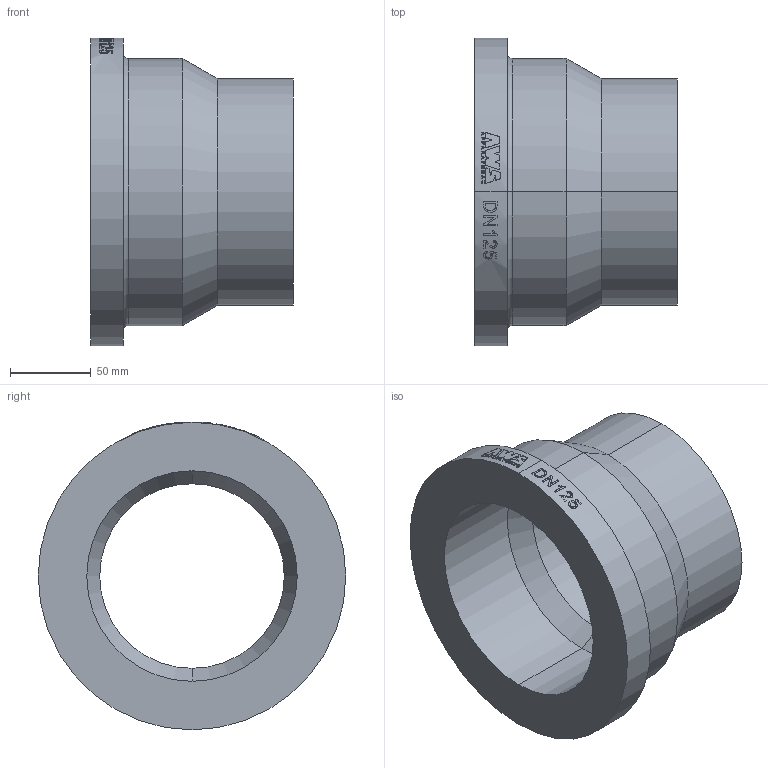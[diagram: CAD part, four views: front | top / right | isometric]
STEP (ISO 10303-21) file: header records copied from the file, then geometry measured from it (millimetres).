
FILE_DESCRIPTION (( 'STEP AP203' ), '1' );
FILE_NAME ('05 050 039_TAB.STEP', '2015-10-22T11:28:50', ( 'rv' ), ( 'Hewlett-Packard Company' ), 'SwSTEP 2.0', 'SolidWorks 2012', '' );
FILE_SCHEMA (( 'CONFIG_CONTROL_DESIGN' ));
Length unit declared in the file: millimetre
Products named in the file (1): 05 050 039_TAB
Bounding box: 125 x 190 x 190.06 mm (x, y, z)
Volume: 1000163.6 mm3; surface area: 138849.3 mm2
Topology: 1 solids, 1 shells, 272 faces, 710 edges, 470 vertices
Faces by surface type: bspline 119, plane 108, cylinder 39, cone 4, torus 2
Entity records: 25479 total; most frequent: CARTESIAN_POINT 19688, ORIENTED_EDGE 1420, DIRECTION 781, EDGE_CURVE 710, VERTEX_POINT 470, B_SPLINE_CURVE_WITH_KNOTS 397, AXIS2_PLACEMENT_3D 314, EDGE_LOOP 304
